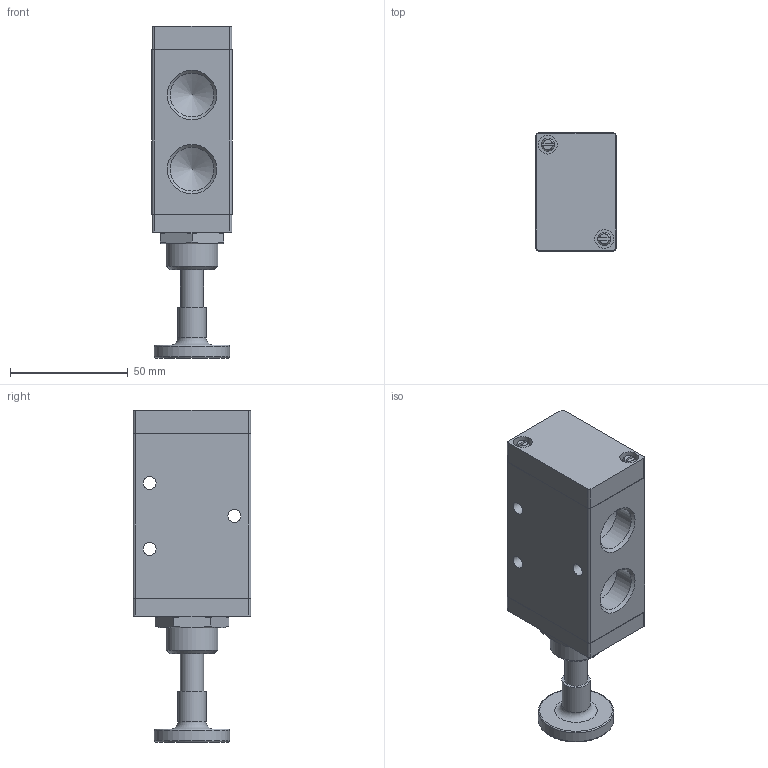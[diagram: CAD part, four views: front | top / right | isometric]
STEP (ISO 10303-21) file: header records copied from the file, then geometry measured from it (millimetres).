
FILE_DESCRIPTION(/* description */ (''),/* implementation_level */ '2;1');
FILE_NAME(/* name */ 'l_324-15_s.stp',/* time_stamp */ '2019-02-06T11:59:01+01:00',/* author */ ('leitheußer'),/* organization */ (''),/* preprocessor_version */ 'ST-DEVELOPER v15.6',/* originating_system */ 'Autodesk Inventor LT ',/* authorisation */ '');
FILE_SCHEMA (('AUTOMOTIVE_DESIGN { 1 0 10303 214 3 1 1 }'));
Length unit declared in the file: millimetre
Products named in the file (1): l_324-15_s
Bounding box: 34 x 50 x 141 mm (x, y, z)
Volume: 150712.2 mm3; surface area: 25849.6 mm2
Topology: 1 solids, 1 shells, 89 faces, 205 edges, 129 vertices
Faces by surface type: plane 39, cylinder 26, cone 19, torus 3, sphere 2
Full cylindrical faces by diameter (mm): 5.5 x3, 5.6 x2, 8 x2, 9.8 x1, 12 x1, 18.631 x3, 22 x1, 32 x1
Entity records: 2350 total; most frequent: CARTESIAN_POINT 434, DIRECTION 416, ORIENTED_EDGE 346, AXIS2_PLACEMENT_3D 177, EDGE_CURVE 173, EDGE_LOOP 132, VERTEX_POINT 123, FACE_OUTER_BOUND 89
